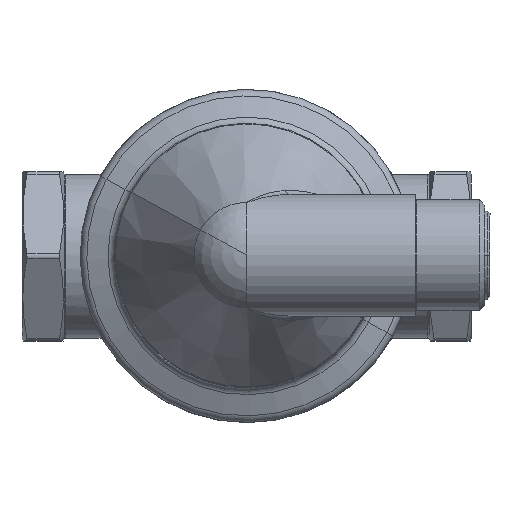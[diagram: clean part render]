
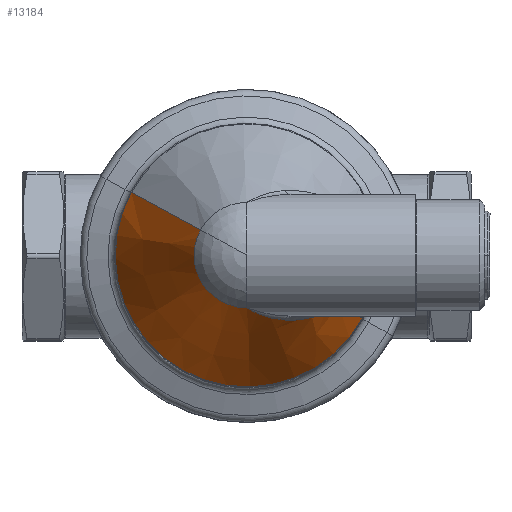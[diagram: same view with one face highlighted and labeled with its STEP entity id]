
A CAD part, top view. The second image highlights one B-rep face of the part: STEP entity #13184.
In plain terms, the highlighted conical face has half-angle 30 degrees and reference radius 9.959 mm.
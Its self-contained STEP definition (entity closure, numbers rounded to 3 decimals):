
#13136=AXIS2_PLACEMENT_3D('Cone Axis2P3D',#13133,#13134,#13135) ;
#13168=AXIS2_PLACEMENT_3D('Circle Axis2P3D',#13166,#13167,$) ;
#13173=AXIS2_PLACEMENT_3D('Circle Axis2P3D',#13171,#13172,$) ;
#12651=CARTESIAN_POINT('Vertex',(-4.775,-8.74,98.25)) ;
#12691=CARTESIAN_POINT('Control Point',(12.25,7.073,91.)) ;
#12692=CARTESIAN_POINT('Control Point',(12.213,6.581,91.482)) ;
#12693=CARTESIAN_POINT('Control Point',(12.157,6.094,91.962)) ;
#12694=CARTESIAN_POINT('Control Point',(12.083,5.613,92.438)) ;
#12695=CARTESIAN_POINT('Control Point',(11.825,4.264,93.784)) ;
#12696=CARTESIAN_POINT('Control Point',(11.432,2.977,95.095)) ;
#12697=CARTESIAN_POINT('Control Point',(11.124,2.173,95.927)) ;
#12698=CARTESIAN_POINT('Control Point',(10.698,1.26,96.887)) ;
#12699=CARTESIAN_POINT('Control Point',(10.208,0.408,97.807)) ;
#12700=CARTESIAN_POINT('Control Point',(10.13,0.274,97.951)) ;
#12701=CARTESIAN_POINT('Control Point',(10.047,0.14,98.097)) ;
#12702=CARTESIAN_POINT('Control Point',(9.964,0.007,98.242)) ;
#12703=CARTESIAN_POINT('Control Point',(9.962,0.005,98.245)) ;
#12704=CARTESIAN_POINT('Control Point',(9.961,0.002,98.247)) ;
#12705=CARTESIAN_POINT('Control Point',(9.959,0.,98.25)) ;
#12706=CARTESIAN_POINT('Vertex',(9.959,0.,98.25)) ;
#12708=CARTESIAN_POINT('Vertex',(12.25,7.073,91.)) ;
#12826=CARTESIAN_POINT('Control Point',(9.482,17.356,81.244)) ;
#12827=CARTESIAN_POINT('Control Point',(9.856,16.834,81.729)) ;
#12828=CARTESIAN_POINT('Control Point',(10.191,16.301,82.223)) ;
#12829=CARTESIAN_POINT('Control Point',(10.491,15.763,82.724)) ;
#12830=CARTESIAN_POINT('Control Point',(11.072,14.581,83.827)) ;
#12831=CARTESIAN_POINT('Control Point',(11.509,13.386,84.948)) ;
#12832=CARTESIAN_POINT('Control Point',(11.707,12.738,85.559)) ;
#12833=CARTESIAN_POINT('Control Point',(12.09,11.198,87.016)) ;
#12834=CARTESIAN_POINT('Control Point',(12.277,9.669,88.478)) ;
#12835=CARTESIAN_POINT('Control Point',(12.325,8.791,89.324)) ;
#12836=CARTESIAN_POINT('Control Point',(12.315,7.924,90.166)) ;
#12837=CARTESIAN_POINT('Control Point',(12.25,7.073,91.)) ;
#12838=CARTESIAN_POINT('Vertex',(9.482,17.356,81.244)) ;
#13133=CARTESIAN_POINT('Axis2P3D Location',(0.,0.,98.25)) ;
#13138=CARTESIAN_POINT('Line Origine',(8.348,15.281,85.34)) ;
#13142=CARTESIAN_POINT('Vertex',(11.921,21.822,72.431)) ;
#13149=CARTESIAN_POINT('Vertex',(-11.921,-21.822,72.431)) ;
#13152=CARTESIAN_POINT('Line Origine',(-8.348,-15.281,85.34)) ;
#13166=CARTESIAN_POINT('Axis2P3D Location',(0.,0.,98.25)) ;
#13171=CARTESIAN_POINT('Axis2P3D Location',(0.,0.,72.431)) ;
#13134=DIRECTION('Axis2P3D Direction',(0.,0.,-1.)) ;
#13135=DIRECTION('Axis2P3D XDirection',(0.479,0.878,0.)) ;
#13139=DIRECTION('Vector Direction',(0.24,0.439,-0.866)) ;
#13153=DIRECTION('Vector Direction',(-0.24,-0.439,-0.866)) ;
#13167=DIRECTION('Axis2P3D Direction',(0.,0.,-1.)) ;
#13172=DIRECTION('Axis2P3D Direction',(0.,0.,-1.)) ;
#13140=VECTOR('Line Direction',#13139,1.) ;
#13154=VECTOR('Line Direction',#13153,1.) ;
#13177=ORIENTED_EDGE('',*,*,#13170,.T.) ;
#13178=ORIENTED_EDGE('',*,*,#13156,.F.) ;
#13179=ORIENTED_EDGE('',*,*,#13175,.F.) ;
#13180=ORIENTED_EDGE('',*,*,#13144,.T.) ;
#13181=ORIENTED_EDGE('',*,*,#12840,.F.) ;
#13182=ORIENTED_EDGE('',*,*,#12710,.F.) ;
#13184=ADVANCED_FACE('Hauptk\X2\00F6\X0\rper',(#13183),#13137,.T.) ;
#12690=B_SPLINE_CURVE_WITH_KNOTS('',5,(#12691,#12692,#12693,#12694,#12695,#12696,#12697,#12698,#12699,#12700,#12701,#12702,#12703,#12704,#12705),.UNSPECIFIED.,.F.,.U.,(6,3,3,3,6),(20.422,25.465,34.774,36.524,36.557),.UNSPECIFIED.) ;
#12825=B_SPLINE_CURVE_WITH_KNOTS('',5,(#12826,#12827,#12828,#12829,#12830,#12831,#12832,#12833,#12834,#12835,#12836,#12837),.UNSPECIFIED.,.F.,.U.,(6,3,3,6),(0.,5.373,11.695,20.422),.UNSPECIFIED.) ;
#13169=CIRCLE('generated circle',#13168,9.959) ;
#13174=CIRCLE('generated circle',#13173,24.866) ;
#13137=CONICAL_SURFACE('Cone',#13136,9.959,0.524) ;
#12710=EDGE_CURVE('',#12707,#12709,#12690,.F.) ;
#12840=EDGE_CURVE('',#12709,#12839,#12825,.F.) ;
#13144=EDGE_CURVE('',#13143,#12839,#13141,.F.) ;
#13156=EDGE_CURVE('',#13150,#12652,#13155,.F.) ;
#13170=EDGE_CURVE('',#12707,#12652,#13169,.T.) ;
#13175=EDGE_CURVE('',#13143,#13150,#13174,.T.) ;
#13176=EDGE_LOOP('',(#13177,#13178,#13179,#13180,#13181,#13182)) ;
#13183=FACE_OUTER_BOUND('',#13176,.T.) ;
#13141=LINE('Line',#13138,#13140) ;
#13155=LINE('Line',#13152,#13154) ;
#12652=VERTEX_POINT('',#12651) ;
#12707=VERTEX_POINT('',#12706) ;
#12709=VERTEX_POINT('',#12708) ;
#12839=VERTEX_POINT('',#12838) ;
#13143=VERTEX_POINT('',#13142) ;
#13150=VERTEX_POINT('',#13149) ;
